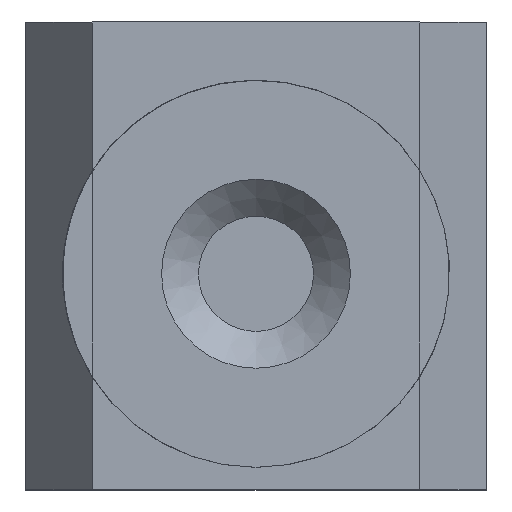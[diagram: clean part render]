
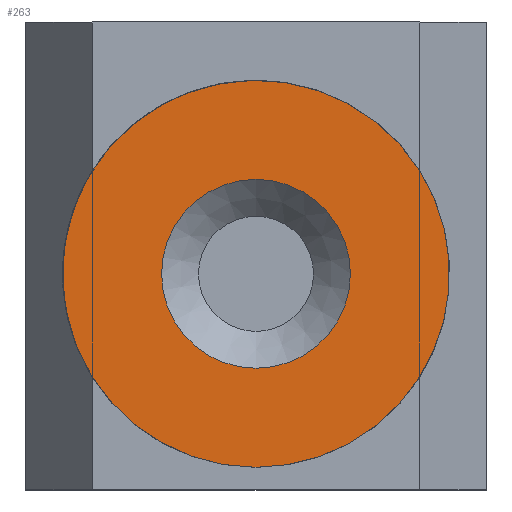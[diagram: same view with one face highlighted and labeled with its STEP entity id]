
A CAD part, top view. The second image highlights one B-rep face of the part: STEP entity #263.
In plain terms, the highlighted planar face has unit normal (0, 0, 1).
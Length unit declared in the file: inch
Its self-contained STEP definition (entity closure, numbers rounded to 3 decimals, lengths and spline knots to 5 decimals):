
#154=FACE_BOUND('',#421,.T.);
#155=FACE_BOUND('',#422,.T.);
#263=ADVANCED_FACE('',(#154,#155),#326,.F.);
#326=PLANE('',#1155);
#421=EDGE_LOOP('',(#745));
#422=EDGE_LOOP('',(#746));
#745=ORIENTED_EDGE('',*,*,#992,.F.);
#746=ORIENTED_EDGE('',*,*,#991,.T.);
#873=VERTEX_POINT('',#1729);
#874=VERTEX_POINT('',#1732);
#991=EDGE_CURVE('',#873,#873,#1053,.T.);
#992=EDGE_CURVE('',#874,#874,#1054,.T.);
#1053=CIRCLE('',#1152,0.538);
#1054=CIRCLE('',#1154,0.2625);
#1152=AXIS2_PLACEMENT_3D('',#1728,#1409,#1410);
#1154=AXIS2_PLACEMENT_3D('',#1731,#1413,#1414);
#1155=AXIS2_PLACEMENT_3D('',#1733,#1415,#1416);
#1409=DIRECTION('',(0.,0.,1.));
#1410=DIRECTION('',(0.,-1.,0.));
#1413=DIRECTION('',(0.,0.,1.));
#1414=DIRECTION('',(0.,-1.,0.));
#1415=DIRECTION('',(0.,0.,-1.));
#1416=DIRECTION('',(0.,-1.,0.));
#1728=CARTESIAN_POINT('',(0.,-0.05,0.603));
#1729=CARTESIAN_POINT('',(0.,-0.588,0.603));
#1731=CARTESIAN_POINT('',(0.,-0.05,0.603));
#1732=CARTESIAN_POINT('',(0.,-0.3125,0.603));
#1733=CARTESIAN_POINT('',(0.,0.488,0.603));
